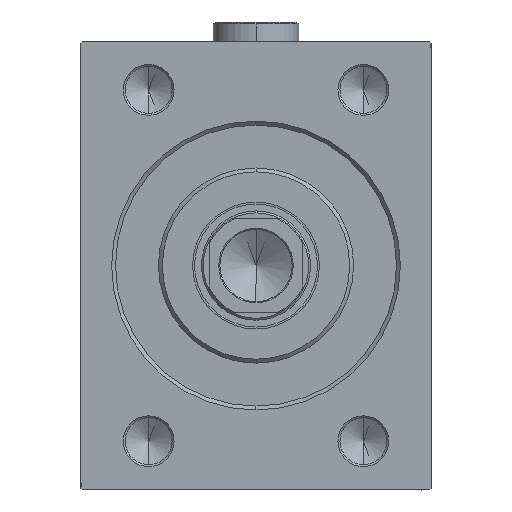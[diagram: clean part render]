
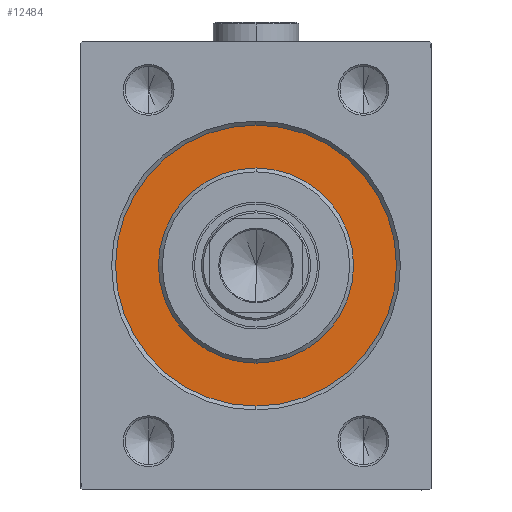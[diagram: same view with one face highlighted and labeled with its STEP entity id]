
A CAD part, left-side view. The second image highlights one B-rep face of the part: STEP entity #12484.
In plain terms, the highlighted face is planar.
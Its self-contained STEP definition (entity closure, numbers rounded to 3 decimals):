
#3163 = CARTESIAN_POINT ( 'NONE',  ( 0., 0., 0. ) ) ;
#3539 = CARTESIAN_POINT ( 'NONE',  ( 0., 0., -25. ) ) ;
#3694 = CARTESIAN_POINT ( 'NONE',  ( 0., 0., 0. ) ) ;
#3956 = VERTEX_POINT ( 'NONE', #38979 ) ;
#4904 = CARTESIAN_POINT ( 'NONE',  ( 0., 0., -36. ) ) ;
#5816 = VERTEX_POINT ( 'NONE', #3539 ) ;
#8438 = AXIS2_PLACEMENT_3D ( 'NONE', #25478, #40474, #33081 ) ;
#9375 = AXIS2_PLACEMENT_3D ( 'NONE', #31652, #20339, #27942 ) ;
#10800 = PLANE ( 'NONE',  #30795 ) ;
#10945 = ORIENTED_EDGE ( 'NONE', *, *, #12699, .F. ) ;
#11015 = DIRECTION ( 'NONE',  ( -1., 0., 0. ) ) ;
#12478 = DIRECTION ( 'NONE',  ( 0., 0., -1. ) ) ;
#12484 = ADVANCED_FACE ( 'NONE', ( #31611, #45228 ), #10800, .F. ) ;
#12699 = EDGE_CURVE ( 'NONE', #30880, #3956, #21205, .T. ) ;
#12913 = VERTEX_POINT ( 'NONE', #36937 ) ;
#16792 = EDGE_CURVE ( 'NONE', #12913, #5816, #32341, .T. ) ;
#17778 = EDGE_CURVE ( 'NONE', #3956, #30880, #19099, .T. ) ;
#19099 = CIRCLE ( 'NONE', #36074, 36. ) ;
#19528 = ORIENTED_EDGE ( 'NONE', *, *, #16792, .F. ) ;
#19812 = AXIS2_PLACEMENT_3D ( 'NONE', #28128, #42226, #12478 ) ;
#20339 = DIRECTION ( 'NONE',  ( -1., 0., 0. ) ) ;
#21205 = CIRCLE ( 'NONE', #9375, 36. ) ;
#21507 = DIRECTION ( 'NONE',  ( 0., 0., 1. ) ) ;
#25128 = DIRECTION ( 'NONE',  ( 0., 0., 1. ) ) ;
#25334 = ORIENTED_EDGE ( 'NONE', *, *, #17778, .F. ) ;
#25478 = CARTESIAN_POINT ( 'NONE',  ( 0., 0., 0. ) ) ;
#27942 = DIRECTION ( 'NONE',  ( 0., 0., 1. ) ) ;
#28128 = CARTESIAN_POINT ( 'NONE',  ( 0., 0., 0. ) ) ;
#30795 = AXIS2_PLACEMENT_3D ( 'NONE', #3163, #11015, #25128 ) ;
#30880 = VERTEX_POINT ( 'NONE', #4904 ) ;
#31334 = ORIENTED_EDGE ( 'NONE', *, *, #37400, .F. ) ;
#31611 = FACE_BOUND ( 'NONE', #37760, .T. ) ;
#31652 = CARTESIAN_POINT ( 'NONE',  ( 0., 0., 0. ) ) ;
#32341 = CIRCLE ( 'NONE', #19812, 25. ) ;
#33081 = DIRECTION ( 'NONE',  ( 0., 0., -1. ) ) ;
#36074 = AXIS2_PLACEMENT_3D ( 'NONE', #3694, #40138, #21507 ) ;
#36937 = CARTESIAN_POINT ( 'NONE',  ( 0., 0., 25. ) ) ;
#37400 = EDGE_CURVE ( 'NONE', #5816, #12913, #40945, .T. ) ;
#37760 = EDGE_LOOP ( 'NONE', ( #19528, #31334 ) ) ;
#38979 = CARTESIAN_POINT ( 'NONE',  ( 0., 0., 36. ) ) ;
#40138 = DIRECTION ( 'NONE',  ( -1., 0., 0. ) ) ;
#40474 = DIRECTION ( 'NONE',  ( 1., 0., 0. ) ) ;
#40945 = CIRCLE ( 'NONE', #8438, 25. ) ;
#42226 = DIRECTION ( 'NONE',  ( 1., 0., 0. ) ) ;
#43907 = EDGE_LOOP ( 'NONE', ( #10945, #25334 ) ) ;
#45228 = FACE_OUTER_BOUND ( 'NONE', #43907, .T. ) ;
